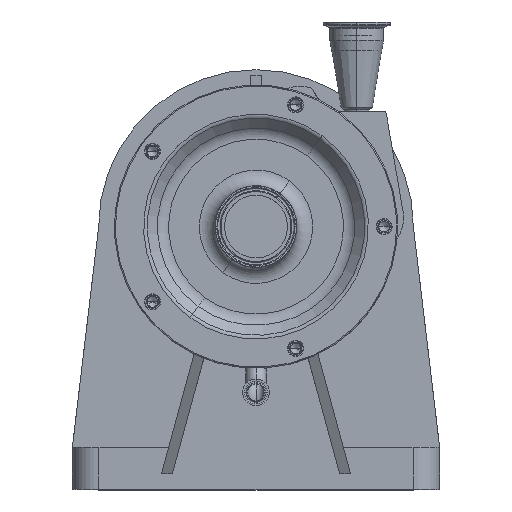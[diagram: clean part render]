
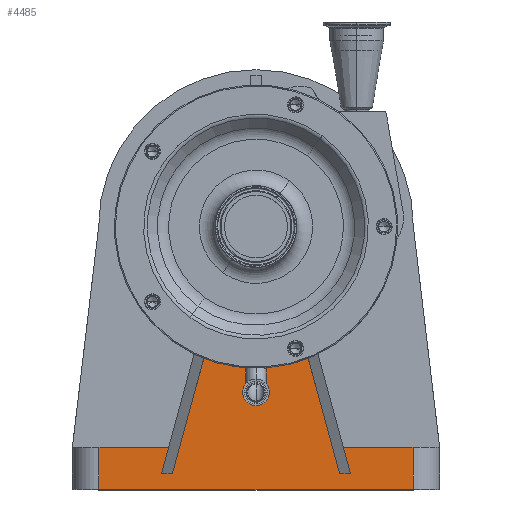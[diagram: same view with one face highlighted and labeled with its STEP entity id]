
A CAD part, top view. The second image highlights one B-rep face of the part: STEP entity #4485.
In plain terms, the highlighted planar face has unit normal (0, 0, 1).
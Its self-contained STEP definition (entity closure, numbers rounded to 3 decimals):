
#50 = LINE ( 'NONE', #4479, #9619 ) ;
#80 = DIRECTION ( 'NONE',  ( 1., 0., 0. ) ) ;
#132 = EDGE_CURVE ( 'NONE', #3585, #7496, #1678, .T. ) ;
#373 = DIRECTION ( 'NONE',  ( 0., 0., -1. ) ) ;
#419 = ORIENTED_EDGE ( 'NONE', *, *, #8541, .T. ) ;
#838 = CARTESIAN_POINT ( 'NONE',  ( 83.204, 40., -80. ) ) ;
#989 = VECTOR ( 'NONE', #5556, 1000. ) ;
#996 = DIRECTION ( 'NONE',  ( -0.262, 0.965, 0. ) ) ;
#1112 = ORIENTED_EDGE ( 'NONE', *, *, #4431, .T. ) ;
#1149 = CARTESIAN_POINT ( 'NONE',  ( 149.6, 0., -80. ) ) ;
#1300 = VERTEX_POINT ( 'NONE', #1149 ) ;
#1345 = VECTOR ( 'NONE', #1752, 1000. ) ;
#1403 = CARTESIAN_POINT ( 'NONE',  ( 149.6, 40., -80. ) ) ;
#1515 = VECTOR ( 'NONE', #5441, 1000. ) ;
#1564 = CARTESIAN_POINT ( 'NONE',  ( 149.6, 40., -80. ) ) ;
#1646 = CARTESIAN_POINT ( 'NONE',  ( 40.6, 158.613, -80. ) ) ;
#1678 = LINE ( 'NONE', #7403, #1919 ) ;
#1752 = DIRECTION ( 'NONE',  ( 0.262, -0.965, 0. ) ) ;
#1832 = CARTESIAN_POINT ( 'NONE',  ( 149.6, 0., -80. ) ) ;
#1919 = VECTOR ( 'NONE', #2593, 1000. ) ;
#1970 = CARTESIAN_POINT ( 'NONE',  ( -149.6, 40., -80. ) ) ;
#2138 = ORIENTED_EDGE ( 'NONE', *, *, #6327, .F. ) ;
#2197 = ORIENTED_EDGE ( 'NONE', *, *, #5196, .F. ) ;
#2214 = LINE ( 'NONE', #5927, #11094 ) ;
#2512 = CIRCLE ( 'NONE', #7369, 100. ) ;
#2580 = ORIENTED_EDGE ( 'NONE', *, *, #9745, .F. ) ;
#2590 = DIRECTION ( 'NONE',  ( 0., -1., 0. ) ) ;
#2593 = DIRECTION ( 'NONE',  ( -0.262, -0.965, 0. ) ) ;
#2621 = LINE ( 'NONE', #9274, #9087 ) ;
#2803 = LINE ( 'NONE', #5623, #1515 ) ;
#2930 = DIRECTION ( 'NONE',  ( 0.262, 0.965, 0. ) ) ;
#3016 = CARTESIAN_POINT ( 'NONE',  ( -90., 15., -80. ) ) ;
#3193 = EDGE_CURVE ( 'NONE', #4084, #11439, #5504, .T. ) ;
#3228 = VECTOR ( 'NONE', #2930, 1000. ) ;
#3521 = CARTESIAN_POINT ( 'NONE',  ( 0., 15., -80. ) ) ;
#3532 = LINE ( 'NONE', #11154, #8226 ) ;
#3561 = CARTESIAN_POINT ( 'NONE',  ( -40.6, 158.613, -80. ) ) ;
#3585 = VERTEX_POINT ( 'NONE', #3561 ) ;
#3775 = FACE_OUTER_BOUND ( 'NONE', #7972, .T. ) ;
#3789 = CARTESIAN_POINT ( 'NONE',  ( 79.637, 15., -80. ) ) ;
#4046 = CARTESIAN_POINT ( 'NONE',  ( 0., 250., -80. ) ) ;
#4084 = VERTEX_POINT ( 'NONE', #3789 ) ;
#4233 = VECTOR ( 'NONE', #996, 1000. ) ;
#4431 = EDGE_CURVE ( 'NONE', #5280, #11364, #6589, .T. ) ;
#4479 = CARTESIAN_POINT ( 'NONE',  ( 149.6, 40., -80. ) ) ;
#4485 = ADVANCED_FACE ( 'NONE', ( #3775 ), #6832, .F. ) ;
#4644 = CARTESIAN_POINT ( 'NONE',  ( 90., 15., -80. ) ) ;
#4667 = ORIENTED_EDGE ( 'NONE', *, *, #7088, .F. ) ;
#4738 = ORIENTED_EDGE ( 'NONE', *, *, #10343, .T. ) ;
#5196 = EDGE_CURVE ( 'NONE', #7730, #1300, #50, .T. ) ;
#5280 = VERTEX_POINT ( 'NONE', #3016 ) ;
#5441 = DIRECTION ( 'NONE',  ( 1., 0., 0. ) ) ;
#5504 = LINE ( 'NONE', #3521, #10790 ) ;
#5556 = DIRECTION ( 'NONE',  ( 1., 0., 0. ) ) ;
#5566 = DIRECTION ( 'NONE',  ( 1., 0., 0. ) ) ;
#5623 = CARTESIAN_POINT ( 'NONE',  ( 149.6, 40., -80. ) ) ;
#5927 = CARTESIAN_POINT ( 'NONE',  ( -149.6, 40., -80. ) ) ;
#6327 = EDGE_CURVE ( 'NONE', #5280, #7496, #2621, .T. ) ;
#6359 = ORIENTED_EDGE ( 'NONE', *, *, #132, .T. ) ;
#6481 = ORIENTED_EDGE ( 'NONE', *, *, #6782, .T. ) ;
#6589 = LINE ( 'NONE', #6656, #3228 ) ;
#6656 = CARTESIAN_POINT ( 'NONE',  ( -67.186, 98.928, -80. ) ) ;
#6782 = EDGE_CURVE ( 'NONE', #4084, #7063, #8310, .T. ) ;
#6832 = PLANE ( 'NONE',  #10027 ) ;
#6849 = DIRECTION ( 'NONE',  ( -1., 0., 0. ) ) ;
#7063 = VERTEX_POINT ( 'NONE', #1646 ) ;
#7088 = EDGE_CURVE ( 'NONE', #11366, #11364, #2803, .T. ) ;
#7369 = AXIS2_PLACEMENT_3D ( 'NONE', #4046, #7756, #6849 ) ;
#7403 = CARTESIAN_POINT ( 'NONE',  ( -40.6, 158.613, -80. ) ) ;
#7496 = VERTEX_POINT ( 'NONE', #10036 ) ;
#7598 = VERTEX_POINT ( 'NONE', #11369 ) ;
#7730 = VERTEX_POINT ( 'NONE', #1564 ) ;
#7756 = DIRECTION ( 'NONE',  ( 0., 0., -1. ) ) ;
#7915 = DIRECTION ( 'NONE',  ( -1., 0., 0. ) ) ;
#7972 = EDGE_LOOP ( 'NONE', ( #6359, #2138, #1112, #4667, #419, #9403, #2197, #2580, #4738, #9318, #6481, #10894 ) ) ;
#8085 = CARTESIAN_POINT ( 'NONE',  ( 87.773, 23.194, -80. ) ) ;
#8226 = VECTOR ( 'NONE', #9176, 1000. ) ;
#8310 = LINE ( 'NONE', #8504, #4233 ) ;
#8504 = CARTESIAN_POINT ( 'NONE',  ( 80.35, 12.377, -80. ) ) ;
#8541 = EDGE_CURVE ( 'NONE', #11366, #7598, #2214, .T. ) ;
#8693 = EDGE_CURVE ( 'NONE', #7598, #1300, #11071, .T. ) ;
#9087 = VECTOR ( 'NONE', #80, 1000. ) ;
#9176 = DIRECTION ( 'NONE',  ( 1., 0., 0. ) ) ;
#9198 = LINE ( 'NONE', #8085, #1345 ) ;
#9274 = CARTESIAN_POINT ( 'NONE',  ( -90., 15., -80. ) ) ;
#9318 = ORIENTED_EDGE ( 'NONE', *, *, #3193, .F. ) ;
#9403 = ORIENTED_EDGE ( 'NONE', *, *, #8693, .T. ) ;
#9619 = VECTOR ( 'NONE', #2590, 1000. ) ;
#9653 = DIRECTION ( 'NONE',  ( 0., -1., 0. ) ) ;
#9745 = EDGE_CURVE ( 'NONE', #11031, #7730, #3532, .T. ) ;
#10027 = AXIS2_PLACEMENT_3D ( 'NONE', #1403, #373, #7915 ) ;
#10036 = CARTESIAN_POINT ( 'NONE',  ( -79.637, 15., -80. ) ) ;
#10343 = EDGE_CURVE ( 'NONE', #11031, #11439, #9198, .T. ) ;
#10790 = VECTOR ( 'NONE', #5566, 1000. ) ;
#10894 = ORIENTED_EDGE ( 'NONE', *, *, #11292, .T. ) ;
#11031 = VERTEX_POINT ( 'NONE', #838 ) ;
#11071 = LINE ( 'NONE', #1832, #989 ) ;
#11094 = VECTOR ( 'NONE', #9653, 1000. ) ;
#11143 = CARTESIAN_POINT ( 'NONE',  ( -83.204, 40., -80. ) ) ;
#11154 = CARTESIAN_POINT ( 'NONE',  ( 149.6, 40., -80. ) ) ;
#11292 = EDGE_CURVE ( 'NONE', #7063, #3585, #2512, .T. ) ;
#11364 = VERTEX_POINT ( 'NONE', #11143 ) ;
#11366 = VERTEX_POINT ( 'NONE', #1970 ) ;
#11369 = CARTESIAN_POINT ( 'NONE',  ( -149.6, 0., -80. ) ) ;
#11439 = VERTEX_POINT ( 'NONE', #4644 ) ;
